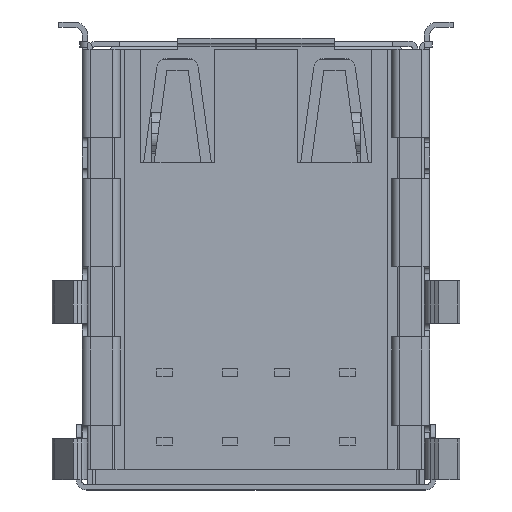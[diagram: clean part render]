
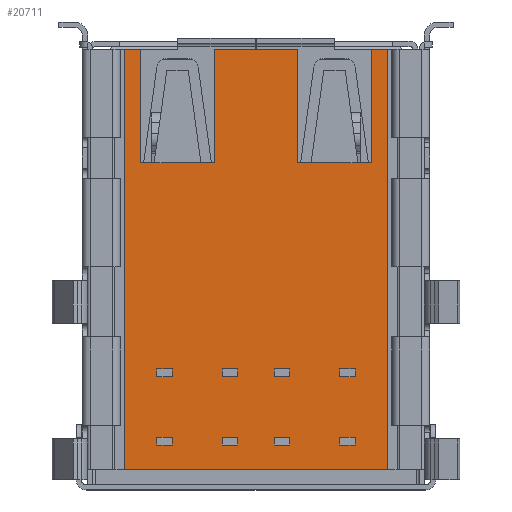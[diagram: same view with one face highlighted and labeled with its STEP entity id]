
A CAD part, front view. The second image highlights one B-rep face of the part: STEP entity #20711.
In plain terms, the highlighted planar face has unit normal (0, -1, 0).
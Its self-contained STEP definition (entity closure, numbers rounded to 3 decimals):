
#302 = CARTESIAN_POINT ( 'NONE',  ( -6.35, 0., 13.7 ) ) ;
#1485 = CARTESIAN_POINT ( 'NONE',  ( 5.05, 0., 13.7 ) ) ;
#2361 = EDGE_CURVE ( 'NONE', #17522, #2700, #5098, .T. ) ;
#2598 = CARTESIAN_POINT ( 'NONE',  ( -5.05, 0., -2.4 ) ) ;
#2700 = VERTEX_POINT ( 'NONE', #20299 ) ;
#3253 = VECTOR ( 'NONE', #23486, 1000. ) ;
#3737 = VECTOR ( 'NONE', #5705, 1000. ) ;
#4661 = CARTESIAN_POINT ( 'NONE',  ( -6.35, 0., 13.7 ) ) ;
#4970 = EDGE_CURVE ( 'NONE', #2700, #12378, #16682, .T. ) ;
#5098 = LINE ( 'NONE', #25996, #17834 ) ;
#5138 = VERTEX_POINT ( 'NONE', #1485 ) ;
#5173 = CARTESIAN_POINT ( 'NONE',  ( -4.41, 0., -2.4 ) ) ;
#5705 = DIRECTION ( 'NONE',  ( 0., 0., -1. ) ) ;
#6068 = DIRECTION ( 'NONE',  ( 0., 0., 1. ) ) ;
#6683 = CARTESIAN_POINT ( 'NONE',  ( -5.05, 0., 9.36 ) ) ;
#6790 = DIRECTION ( 'NONE',  ( -1., 0., 0. ) ) ;
#6988 = EDGE_CURVE ( 'NONE', #14322, #30480, #7580, .T. ) ;
#7027 = DIRECTION ( 'NONE',  ( 0., 0., -1. ) ) ;
#7282 = DIRECTION ( 'NONE',  ( 0., 0., 1. ) ) ;
#7346 = CARTESIAN_POINT ( 'NONE',  ( -5.05, 0., -2.4 ) ) ;
#7383 = ORIENTED_EDGE ( 'NONE', *, *, #2361, .T. ) ;
#7580 = LINE ( 'NONE', #16455, #28171 ) ;
#8408 = VECTOR ( 'NONE', #6790, 1000. ) ;
#8696 = DIRECTION ( 'NONE',  ( 0., 0., 1. ) ) ;
#8946 = CARTESIAN_POINT ( 'NONE',  ( -1.59, 0., 13.7 ) ) ;
#9461 = CARTESIAN_POINT ( 'NONE',  ( -5.05, 0., 13.7 ) ) ;
#9560 = DIRECTION ( 'NONE',  ( -1., 0., 0. ) ) ;
#10084 = EDGE_CURVE ( 'NONE', #29853, #15162, #15910, .T. ) ;
#10162 = EDGE_CURVE ( 'NONE', #13787, #5138, #26020, .T. ) ;
#10319 = AXIS2_PLACEMENT_3D ( 'NONE', #7346, #16764, #7027 ) ;
#10571 = VERTEX_POINT ( 'NONE', #8946 ) ;
#11578 = VECTOR ( 'NONE', #9560, 1000. ) ;
#11790 = CARTESIAN_POINT ( 'NONE',  ( 4.41, 0., 9.36 ) ) ;
#11910 = CARTESIAN_POINT ( 'NONE',  ( 4.41, 0., 13.7 ) ) ;
#12197 = EDGE_CURVE ( 'NONE', #10571, #17522, #12414, .T. ) ;
#12378 = VERTEX_POINT ( 'NONE', #25261 ) ;
#12414 = LINE ( 'NONE', #24852, #3737 ) ;
#12729 = ORIENTED_EDGE ( 'NONE', *, *, #15266, .T. ) ;
#12919 = CARTESIAN_POINT ( 'NONE',  ( -6.35, 0., -2.4 ) ) ;
#12943 = EDGE_CURVE ( 'NONE', #30480, #20005, #17941, .T. ) ;
#12985 = LINE ( 'NONE', #18329, #17824 ) ;
#13011 = VERTEX_POINT ( 'NONE', #13732 ) ;
#13091 = CARTESIAN_POINT ( 'NONE',  ( 4.41, 0., -2.4 ) ) ;
#13346 = DIRECTION ( 'NONE',  ( -1., 0., 0. ) ) ;
#13732 = CARTESIAN_POINT ( 'NONE',  ( 1.59, 0., 13.7 ) ) ;
#13754 = EDGE_CURVE ( 'NONE', #14322, #12378, #30672, .T. ) ;
#13787 = VERTEX_POINT ( 'NONE', #11910 ) ;
#13884 = ORIENTED_EDGE ( 'NONE', *, *, #6988, .T. ) ;
#14322 = VERTEX_POINT ( 'NONE', #9461 ) ;
#14589 = EDGE_CURVE ( 'NONE', #20005, #5138, #18562, .T. ) ;
#15103 = ORIENTED_EDGE ( 'NONE', *, *, #25487, .T. ) ;
#15162 = VERTEX_POINT ( 'NONE', #17806 ) ;
#15266 = EDGE_CURVE ( 'NONE', #15162, #13011, #12985, .T. ) ;
#15910 = LINE ( 'NONE', #6683, #8408 ) ;
#15949 = FACE_OUTER_BOUND ( 'NONE', #26505, .T. ) ;
#15968 = VECTOR ( 'NONE', #8696, 1000. ) ;
#16219 = ORIENTED_EDGE ( 'NONE', *, *, #10162, .F. ) ;
#16455 = CARTESIAN_POINT ( 'NONE',  ( -5.05, 0., -2.4 ) ) ;
#16682 = LINE ( 'NONE', #5173, #23772 ) ;
#16764 = DIRECTION ( 'NONE',  ( 0., -1., 0. ) ) ;
#17522 = VERTEX_POINT ( 'NONE', #20650 ) ;
#17700 = DIRECTION ( 'NONE',  ( 1., 0., 0. ) ) ;
#17806 = CARTESIAN_POINT ( 'NONE',  ( 1.59, 0., 9.36 ) ) ;
#17824 = VECTOR ( 'NONE', #6068, 1000. ) ;
#17834 = VECTOR ( 'NONE', #13346, 1000. ) ;
#17941 = LINE ( 'NONE', #12919, #25807 ) ;
#18113 = EDGE_CURVE ( 'NONE', #13011, #10571, #25046, .T. ) ;
#18329 = CARTESIAN_POINT ( 'NONE',  ( 1.59, 0., -2.4 ) ) ;
#18562 = LINE ( 'NONE', #22801, #15968 ) ;
#18572 = VECTOR ( 'NONE', #22766, 1000. ) ;
#18849 = DIRECTION ( 'NONE',  ( 0., 0., -1. ) ) ;
#19173 = ORIENTED_EDGE ( 'NONE', *, *, #12197, .T. ) ;
#19281 = CARTESIAN_POINT ( 'NONE',  ( -5.05, 0., 13.7 ) ) ;
#19359 = PLANE ( 'NONE',  #10319 ) ;
#19783 = ORIENTED_EDGE ( 'NONE', *, *, #12943, .T. ) ;
#20005 = VERTEX_POINT ( 'NONE', #20712 ) ;
#20078 = LINE ( 'NONE', #13091, #18572 ) ;
#20299 = CARTESIAN_POINT ( 'NONE',  ( -4.41, 0., 9.36 ) ) ;
#20650 = CARTESIAN_POINT ( 'NONE',  ( -1.59, 0., 9.36 ) ) ;
#20711 = ADVANCED_FACE ( 'NONE', ( #15949 ), #19359, .T. ) ;
#20712 = CARTESIAN_POINT ( 'NONE',  ( 5.05, 0., -2.4 ) ) ;
#20850 = ORIENTED_EDGE ( 'NONE', *, *, #10084, .T. ) ;
#22766 = DIRECTION ( 'NONE',  ( 0., 0., -1. ) ) ;
#22801 = CARTESIAN_POINT ( 'NONE',  ( 5.05, 0., -2.4 ) ) ;
#23293 = ORIENTED_EDGE ( 'NONE', *, *, #4970, .T. ) ;
#23486 = DIRECTION ( 'NONE',  ( 1., 0., 0. ) ) ;
#23772 = VECTOR ( 'NONE', #7282, 1000. ) ;
#24852 = CARTESIAN_POINT ( 'NONE',  ( -1.59, 0., -2.4 ) ) ;
#25046 = LINE ( 'NONE', #19281, #11578 ) ;
#25261 = CARTESIAN_POINT ( 'NONE',  ( -4.41, 0., 13.7 ) ) ;
#25487 = EDGE_CURVE ( 'NONE', #13787, #29853, #20078, .T. ) ;
#25807 = VECTOR ( 'NONE', #17700, 1000. ) ;
#25996 = CARTESIAN_POINT ( 'NONE',  ( -5.05, 0., 9.36 ) ) ;
#26020 = LINE ( 'NONE', #302, #29394 ) ;
#26239 = ORIENTED_EDGE ( 'NONE', *, *, #18113, .T. ) ;
#26505 = EDGE_LOOP ( 'NONE', ( #12729, #26239, #19173, #7383, #23293, #30724, #13884, #19783, #27045, #16219, #15103, #20850 ) ) ;
#27045 = ORIENTED_EDGE ( 'NONE', *, *, #14589, .T. ) ;
#28171 = VECTOR ( 'NONE', #18849, 1000. ) ;
#29185 = DIRECTION ( 'NONE',  ( 1., 0., 0. ) ) ;
#29394 = VECTOR ( 'NONE', #29185, 1000. ) ;
#29853 = VERTEX_POINT ( 'NONE', #11790 ) ;
#30480 = VERTEX_POINT ( 'NONE', #2598 ) ;
#30672 = LINE ( 'NONE', #4661, #3253 ) ;
#30724 = ORIENTED_EDGE ( 'NONE', *, *, #13754, .F. ) ;
